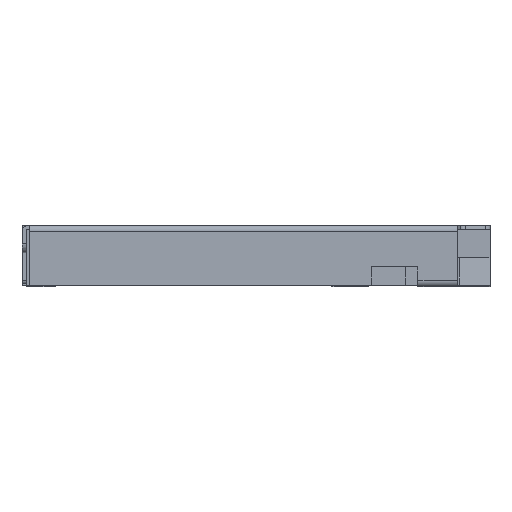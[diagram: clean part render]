
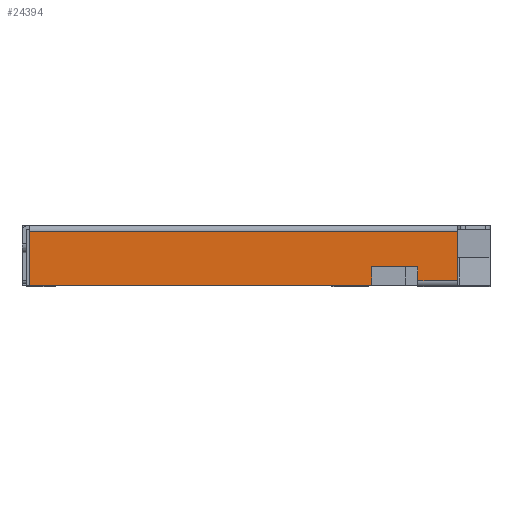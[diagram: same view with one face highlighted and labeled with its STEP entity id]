
A CAD part, left-side view. The second image highlights one B-rep face of the part: STEP entity #24394.
In plain terms, the highlighted planar face has unit normal (-1, 0, 0).
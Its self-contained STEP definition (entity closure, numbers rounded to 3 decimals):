
#422 = EDGE_CURVE ( 'NONE', #17901, #2566, #1767, .T. ) ;
#711 = EDGE_CURVE ( 'NONE', #16985, #22872, #11638, .T. ) ;
#1217 = CARTESIAN_POINT ( 'NONE',  ( -7.025, -5.2, 0.6 ) ) ;
#1767 = LINE ( 'NONE', #11934, #21393 ) ;
#2566 = VERTEX_POINT ( 'NONE', #16706 ) ;
#2678 = ORIENTED_EDGE ( 'NONE', *, *, #422, .T. ) ;
#2773 = VECTOR ( 'NONE', #3299, 1000. ) ;
#2868 = VECTOR ( 'NONE', #22417, 1000. ) ;
#3299 = DIRECTION ( 'NONE',  ( 0., -1., 0. ) ) ;
#3411 = LINE ( 'NONE', #15658, #13040 ) ;
#4464 = ORIENTED_EDGE ( 'NONE', *, *, #25589, .T. ) ;
#5500 = LINE ( 'NONE', #11863, #13235 ) ;
#5696 = DIRECTION ( 'NONE',  ( 0., 0., 1. ) ) ;
#5761 = CARTESIAN_POINT ( 'NONE',  ( -7.025, 21.735, 1.75 ) ) ;
#5859 = CARTESIAN_POINT ( 'NONE',  ( -7.025, -5.2, 0.6 ) ) ;
#7459 = DIRECTION ( 'NONE',  ( 0., 0., -1. ) ) ;
#8053 = LINE ( 'NONE', #5859, #16340 ) ;
#8094 = DIRECTION ( 'NONE',  ( 0., 1., 0. ) ) ;
#8727 = VERTEX_POINT ( 'NONE', #15081 ) ;
#10073 = VERTEX_POINT ( 'NONE', #26770 ) ;
#10392 = CARTESIAN_POINT ( 'NONE',  ( -7.025, -5.2, 0.15 ) ) ;
#10875 = ORIENTED_EDGE ( 'NONE', *, *, #13814, .F. ) ;
#11103 = ORIENTED_EDGE ( 'NONE', *, *, #17110, .T. ) ;
#11330 = FACE_OUTER_BOUND ( 'NONE', #15808, .T. ) ;
#11638 = LINE ( 'NONE', #19681, #22475 ) ;
#11800 = ORIENTED_EDGE ( 'NONE', *, *, #16812, .T. ) ;
#11863 = CARTESIAN_POINT ( 'NONE',  ( -7.025, -3.7, 0.6 ) ) ;
#11934 = CARTESIAN_POINT ( 'NONE',  ( -7.025, -6.5, 0. ) ) ;
#12815 = DIRECTION ( 'NONE',  ( 0., 0., 1. ) ) ;
#13040 = VECTOR ( 'NONE', #21940, 1000. ) ;
#13235 = VECTOR ( 'NONE', #16090, 1000. ) ;
#13718 = VERTEX_POINT ( 'NONE', #15615 ) ;
#13739 = LINE ( 'NONE', #22087, #2773 ) ;
#13814 = EDGE_CURVE ( 'NONE', #14014, #10073, #20918, .T. ) ;
#14014 = VERTEX_POINT ( 'NONE', #17903 ) ;
#15081 = CARTESIAN_POINT ( 'NONE',  ( -7.025, -3.7, 0.6 ) ) ;
#15134 = PLANE ( 'NONE',  #16205 ) ;
#15615 = CARTESIAN_POINT ( 'NONE',  ( -7.025, -3.7, 0. ) ) ;
#15658 = CARTESIAN_POINT ( 'NONE',  ( -7.025, 21.735, 0. ) ) ;
#15808 = EDGE_LOOP ( 'NONE', ( #21500, #4464, #2678, #11103, #10875, #11800, #21353, #25922 ) ) ;
#16090 = DIRECTION ( 'NONE',  ( 0., 0., -1. ) ) ;
#16205 = AXIS2_PLACEMENT_3D ( 'NONE', #23845, #25601, #12815 ) ;
#16340 = VECTOR ( 'NONE', #20688, 1000. ) ;
#16706 = CARTESIAN_POINT ( 'NONE',  ( -7.025, -6.5, 1.75 ) ) ;
#16812 = EDGE_CURVE ( 'NONE', #14014, #13718, #3411, .T. ) ;
#16985 = VERTEX_POINT ( 'NONE', #1217 ) ;
#17110 = EDGE_CURVE ( 'NONE', #2566, #10073, #22354, .T. ) ;
#17603 = CARTESIAN_POINT ( 'NONE',  ( -7.025, -6.5, 0.15 ) ) ;
#17901 = VERTEX_POINT ( 'NONE', #17603 ) ;
#17903 = CARTESIAN_POINT ( 'NONE',  ( -7.025, 7.45, 0. ) ) ;
#19163 = VECTOR ( 'NONE', #8094, 1000. ) ;
#19558 = EDGE_CURVE ( 'NONE', #8727, #13718, #5500, .T. ) ;
#19681 = CARTESIAN_POINT ( 'NONE',  ( -7.025, -5.2, 0.1 ) ) ;
#20132 = EDGE_CURVE ( 'NONE', #16985, #8727, #8053, .T. ) ;
#20688 = DIRECTION ( 'NONE',  ( 0., 1., 0. ) ) ;
#20918 = LINE ( 'NONE', #24446, #2868 ) ;
#21353 = ORIENTED_EDGE ( 'NONE', *, *, #19558, .F. ) ;
#21393 = VECTOR ( 'NONE', #5696, 1000. ) ;
#21500 = ORIENTED_EDGE ( 'NONE', *, *, #711, .T. ) ;
#21940 = DIRECTION ( 'NONE',  ( 0., -1., 0. ) ) ;
#22087 = CARTESIAN_POINT ( 'NONE',  ( -7.025, 21.735, 0.15 ) ) ;
#22354 = LINE ( 'NONE', #5761, #19163 ) ;
#22417 = DIRECTION ( 'NONE',  ( 0., 0., 1. ) ) ;
#22475 = VECTOR ( 'NONE', #7459, 1000. ) ;
#22872 = VERTEX_POINT ( 'NONE', #10392 ) ;
#23845 = CARTESIAN_POINT ( 'NONE',  ( -7.025, 21.735, 1.8 ) ) ;
#24394 = ADVANCED_FACE ( 'NONE', ( #11330 ), #15134, .T. ) ;
#24446 = CARTESIAN_POINT ( 'NONE',  ( -7.025, 7.45, 0. ) ) ;
#25589 = EDGE_CURVE ( 'NONE', #22872, #17901, #13739, .T. ) ;
#25601 = DIRECTION ( 'NONE',  ( -1., 0., 0. ) ) ;
#25922 = ORIENTED_EDGE ( 'NONE', *, *, #20132, .F. ) ;
#26770 = CARTESIAN_POINT ( 'NONE',  ( -7.025, 7.45, 1.75 ) ) ;
